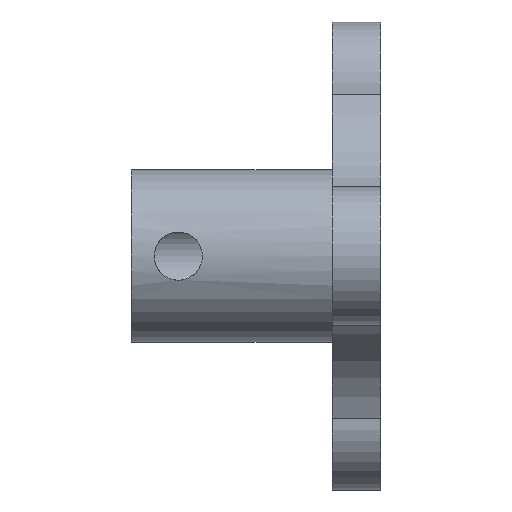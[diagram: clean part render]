
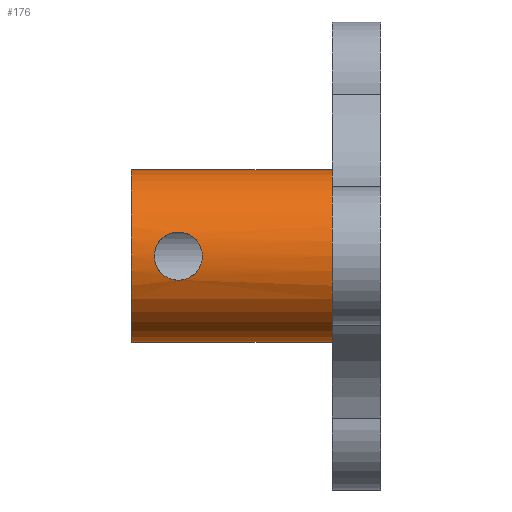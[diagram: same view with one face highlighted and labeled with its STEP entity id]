
A CAD part, left-side view. The second image highlights one B-rep face of the part: STEP entity #176.
In plain terms, the highlighted cylindrical face has radius 6.45 mm (diameter 12.9 mm), a partial arc.
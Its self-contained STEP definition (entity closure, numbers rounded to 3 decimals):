
#5 = VERTEX_POINT ( 'NONE', #1117 ) ;
#61 = CARTESIAN_POINT ( 'NONE',  ( 0., 18.6, 6.45 ) ) ;
#70 = CARTESIAN_POINT ( 'NONE',  ( -6.197, 14.863, 1.788 ) ) ;
#72 = CARTESIAN_POINT ( 'NONE',  ( -6.306, 16.289, -1.356 ) ) ;
#83 = LINE ( 'NONE', #1610, #378 ) ;
#104 = B_SPLINE_CURVE_WITH_KNOTS ( 'NONE', 3,
 ( #2103, #1598, #70, #756, #1431, #584, #2002, #623, #1318, #1005, #1306, #1840, #639, #1981, #1818, #648, #439, #1971, #1162, #837, #1329, #456, #2164, #1799, #1678, #466, #1655, #1493, #271, #963 ),
 .UNSPECIFIED., .F., .F.,
 ( 4, 2, 2, 2, 2, 2, 2, 2, 2, 2, 2, 2, 2, 2, 4 ),
 ( 0., 0., 0.001, 0.001, 0.001, 0.002, 0.002, 0.003, 0.003, 0.004, 0.004, 0.005, 0.005, 0.005, 0.006 ),
 .UNSPECIFIED. ) ;
#126 = AXIS2_PLACEMENT_3D ( 'NONE', #330, #483, #2029 ) ;
#176 = ADVANCED_FACE ( 'NONE', ( #1465, #463 ), #1001, .T. ) ;
#183 = CARTESIAN_POINT ( 'NONE',  ( 0., 3.6, 0. ) ) ;
#247 = CARTESIAN_POINT ( 'NONE',  ( -6.259, 16.004, -1.561 ) ) ;
#258 = CARTESIAN_POINT ( 'NONE',  ( -6.244, 15.901, 1.616 ) ) ;
#271 = CARTESIAN_POINT ( 'NONE',  ( -6.194, 14.982, -1.8 ) ) ;
#289 = DIRECTION ( 'NONE',  ( 0., -1., 0. ) ) ;
#330 = CARTESIAN_POINT ( 'NONE',  ( 0., 18.6, 0. ) ) ;
#338 = VECTOR ( 'NONE', #1177, 1000. ) ;
#339 = AXIS2_PLACEMENT_3D ( 'NONE', #486, #289, #668 ) ;
#351 = CARTESIAN_POINT ( 'NONE',  ( -6.194, 15.1, -1.8 ) ) ;
#365 = ORIENTED_EDGE ( 'NONE', *, *, #1319, .T. ) ;
#378 = VECTOR ( 'NONE', #1939, 1000. ) ;
#385 = DIRECTION ( 'NONE',  ( 0., 0., 1. ) ) ;
#418 = CARTESIAN_POINT ( 'NONE',  ( -6.208, 15.574, -1.752 ) ) ;
#424 = ORIENTED_EDGE ( 'NONE', *, *, #1701, .T. ) ;
#429 = CARTESIAN_POINT ( 'NONE',  ( -6.434, 16.842, -0.469 ) ) ;
#439 = CARTESIAN_POINT ( 'NONE',  ( -6.447, 13.312, -0.237 ) ) ;
#440 = CARTESIAN_POINT ( 'NONE',  ( -6.21, 15.569, 1.742 ) ) ;
#445 = CIRCLE ( 'NONE', #126, 6.45 ) ;
#456 = CARTESIAN_POINT ( 'NONE',  ( -6.306, 13.911, -1.356 ) ) ;
#463 = FACE_BOUND ( 'NONE', #1757, .T. ) ;
#466 = CARTESIAN_POINT ( 'NONE',  ( -6.22, 14.518, -1.707 ) ) ;
#467 = CARTESIAN_POINT ( 'NONE',  ( -6.259, 16.004, 1.561 ) ) ;
#483 = DIRECTION ( 'NONE',  ( 0., 1., 0. ) ) ;
#486 = CARTESIAN_POINT ( 'NONE',  ( 0., 18.6, 0. ) ) ;
#584 = CARTESIAN_POINT ( 'NONE',  ( -6.244, 14.3, 1.617 ) ) ;
#586 = CARTESIAN_POINT ( 'NONE',  ( -6.194, 15.1, -1.8 ) ) ;
#587 = CIRCLE ( 'NONE', #1964, 6.45 ) ;
#599 = CARTESIAN_POINT ( 'NONE',  ( -6.45, 16.9, -0.119 ) ) ;
#613 = CARTESIAN_POINT ( 'NONE',  ( -6.29, 16.199, 1.43 ) ) ;
#623 = CARTESIAN_POINT ( 'NONE',  ( -6.29, 14.001, 1.431 ) ) ;
#625 = CARTESIAN_POINT ( 'NONE',  ( -6.356, 16.538, 1.107 ) ) ;
#639 = CARTESIAN_POINT ( 'NONE',  ( -6.434, 13.358, 0.469 ) ) ;
#640 = CARTESIAN_POINT ( 'NONE',  ( -6.447, 16.888, -0.238 ) ) ;
#648 = CARTESIAN_POINT ( 'NONE',  ( -6.45, 13.3, -0.117 ) ) ;
#664 = B_SPLINE_CURVE_WITH_KNOTS ( 'NONE', 3,
 ( #586, #1119, #418, #1110, #247, #1777, #72, #1636, #1275, #1786, #1958, #1307, #429, #640, #599, #2106, #770, #938, #1984, #1446, #625, #2119, #613, #467, #258, #1152, #440, #1285, #1129, #949 ),
 .UNSPECIFIED., .F., .F.,
 ( 4, 2, 2, 2, 2, 2, 2, 2, 2, 2, 2, 2, 2, 2, 4 ),
 ( 0.006, 0.006, 0.007, 0.007, 0.007, 0.008, 0.008, 0.008, 0.009, 0.009, 0.01, 0.01, 0.011, 0.011, 0.011 ),
 .UNSPECIFIED. ) ;
#668 = DIRECTION ( 'NONE',  ( 0., 0., -1. ) ) ;
#723 = ORIENTED_EDGE ( 'NONE', *, *, #1054, .F. ) ;
#727 = VERTEX_POINT ( 'NONE', #2057 ) ;
#756 = CARTESIAN_POINT ( 'NONE',  ( -6.21, 14.632, 1.742 ) ) ;
#770 = CARTESIAN_POINT ( 'NONE',  ( -6.447, 16.888, 0.236 ) ) ;
#788 = EDGE_CURVE ( 'NONE', #5, #727, #587, .T. ) ;
#837 = CARTESIAN_POINT ( 'NONE',  ( -6.389, 13.529, -0.909 ) ) ;
#938 = CARTESIAN_POINT ( 'NONE',  ( -6.434, 16.842, 0.467 ) ) ;
#949 = CARTESIAN_POINT ( 'NONE',  ( -6.194, 15.1, 1.8 ) ) ;
#963 = CARTESIAN_POINT ( 'NONE',  ( -6.194, 15.1, -1.8 ) ) ;
#972 = VERTEX_POINT ( 'NONE', #351 ) ;
#1001 = CYLINDRICAL_SURFACE ( 'NONE', #339, 6.45 ) ;
#1005 = CARTESIAN_POINT ( 'NONE',  ( -6.356, 13.662, 1.107 ) ) ;
#1008 = CARTESIAN_POINT ( 'NONE',  ( 0., 18.6, -6.45 ) ) ;
#1043 = CARTESIAN_POINT ( 'NONE',  ( 0., 18.6, -6.45 ) ) ;
#1054 = EDGE_CURVE ( 'NONE', #1125, #2014, #445, .T. ) ;
#1110 = CARTESIAN_POINT ( 'NONE',  ( -6.244, 15.899, -1.617 ) ) ;
#1117 = CARTESIAN_POINT ( 'NONE',  ( 0., 3.6, -6.45 ) ) ;
#1119 = CARTESIAN_POINT ( 'NONE',  ( -6.194, 15.336, -1.8 ) ) ;
#1125 = VERTEX_POINT ( 'NONE', #1043 ) ;
#1129 = CARTESIAN_POINT ( 'NONE',  ( -6.194, 15.22, 1.8 ) ) ;
#1152 = CARTESIAN_POINT ( 'NONE',  ( -6.22, 15.684, 1.707 ) ) ;
#1162 = CARTESIAN_POINT ( 'NONE',  ( -6.425, 13.392, -0.581 ) ) ;
#1177 = DIRECTION ( 'NONE',  ( 0., -1., 0. ) ) ;
#1185 = LINE ( 'NONE', #1008, #338 ) ;
#1246 = EDGE_LOOP ( 'NONE', ( #1716, #723, #365, #1398 ) ) ;
#1275 = CARTESIAN_POINT ( 'NONE',  ( -6.357, 16.531, -1.098 ) ) ;
#1285 = CARTESIAN_POINT ( 'NONE',  ( -6.197, 15.337, 1.788 ) ) ;
#1306 = CARTESIAN_POINT ( 'NONE',  ( -6.39, 13.528, 0.907 ) ) ;
#1307 = CARTESIAN_POINT ( 'NONE',  ( -6.425, 16.808, -0.582 ) ) ;
#1318 = CARTESIAN_POINT ( 'NONE',  ( -6.307, 13.909, 1.355 ) ) ;
#1319 = EDGE_CURVE ( 'NONE', #1125, #5, #1185, .T. ) ;
#1329 = CARTESIAN_POINT ( 'NONE',  ( -6.357, 13.661, -1.107 ) ) ;
#1398 = ORIENTED_EDGE ( 'NONE', *, *, #788, .T. ) ;
#1418 = ORIENTED_EDGE ( 'NONE', *, *, #2104, .T. ) ;
#1431 = CARTESIAN_POINT ( 'NONE',  ( -6.22, 14.517, 1.707 ) ) ;
#1446 = CARTESIAN_POINT ( 'NONE',  ( -6.39, 16.672, 0.908 ) ) ;
#1465 = FACE_OUTER_BOUND ( 'NONE', #1246, .T. ) ;
#1477 = VERTEX_POINT ( 'NONE', #1732 ) ;
#1493 = CARTESIAN_POINT ( 'NONE',  ( -6.197, 14.863, -1.788 ) ) ;
#1541 = DIRECTION ( 'NONE',  ( 0., 1., 0. ) ) ;
#1598 = CARTESIAN_POINT ( 'NONE',  ( -6.194, 14.98, 1.8 ) ) ;
#1610 = CARTESIAN_POINT ( 'NONE',  ( 0., 18.6, 6.45 ) ) ;
#1636 = CARTESIAN_POINT ( 'NONE',  ( -6.34, 16.455, -1.19 ) ) ;
#1655 = CARTESIAN_POINT ( 'NONE',  ( -6.21, 14.63, -1.742 ) ) ;
#1678 = CARTESIAN_POINT ( 'NONE',  ( -6.244, 14.301, -1.617 ) ) ;
#1701 = EDGE_CURVE ( 'NONE', #1477, #972, #104, .T. ) ;
#1716 = ORIENTED_EDGE ( 'NONE', *, *, #2087, .F. ) ;
#1732 = CARTESIAN_POINT ( 'NONE',  ( -6.194, 15.1, 1.8 ) ) ;
#1757 = EDGE_LOOP ( 'NONE', ( #424, #1418 ) ) ;
#1777 = CARTESIAN_POINT ( 'NONE',  ( -6.29, 16.199, -1.43 ) ) ;
#1786 = CARTESIAN_POINT ( 'NONE',  ( -6.387, 16.661, -0.904 ) ) ;
#1799 = CARTESIAN_POINT ( 'NONE',  ( -6.259, 14.196, -1.561 ) ) ;
#1818 = CARTESIAN_POINT ( 'NONE',  ( -6.45, 13.3, 0.119 ) ) ;
#1840 = CARTESIAN_POINT ( 'NONE',  ( -6.425, 13.393, 0.583 ) ) ;
#1939 = DIRECTION ( 'NONE',  ( 0., -1., 0. ) ) ;
#1958 = CARTESIAN_POINT ( 'NONE',  ( -6.401, 16.716, -0.801 ) ) ;
#1964 = AXIS2_PLACEMENT_3D ( 'NONE', #183, #1541, #385 ) ;
#1971 = CARTESIAN_POINT ( 'NONE',  ( -6.434, 13.358, -0.469 ) ) ;
#1981 = CARTESIAN_POINT ( 'NONE',  ( -6.447, 13.312, 0.236 ) ) ;
#1984 = CARTESIAN_POINT ( 'NONE',  ( -6.425, 16.807, 0.582 ) ) ;
#2002 = CARTESIAN_POINT ( 'NONE',  ( -6.259, 14.197, 1.561 ) ) ;
#2014 = VERTEX_POINT ( 'NONE', #61 ) ;
#2029 = DIRECTION ( 'NONE',  ( 0., 0., 1. ) ) ;
#2057 = CARTESIAN_POINT ( 'NONE',  ( 0., 3.6, 6.45 ) ) ;
#2087 = EDGE_CURVE ( 'NONE', #2014, #727, #83, .T. ) ;
#2103 = CARTESIAN_POINT ( 'NONE',  ( -6.194, 15.1, 1.8 ) ) ;
#2104 = EDGE_CURVE ( 'NONE', #972, #1477, #664, .T. ) ;
#2106 = CARTESIAN_POINT ( 'NONE',  ( -6.45, 16.9, 0.118 ) ) ;
#2119 = CARTESIAN_POINT ( 'NONE',  ( -6.307, 16.291, 1.355 ) ) ;
#2164 = CARTESIAN_POINT ( 'NONE',  ( -6.29, 14.001, -1.431 ) ) ;
